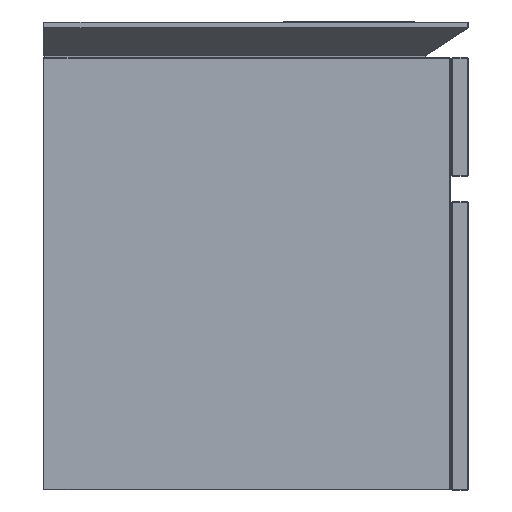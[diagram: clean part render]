
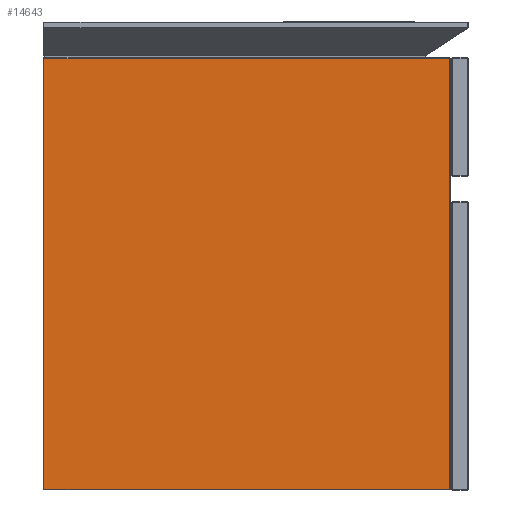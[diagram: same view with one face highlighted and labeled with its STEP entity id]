
A CAD part, left-side view. The second image highlights one B-rep face of the part: STEP entity #14643.
In plain terms, the highlighted planar face has unit normal (-1, 0, 0).
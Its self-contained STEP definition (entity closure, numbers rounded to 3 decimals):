
#14548=CARTESIAN_POINT('',(-540.336,4679.286,-0.8));
#14549=VERTEX_POINT('',#14548);
#14556=CARTESIAN_POINT('',(-540.336,4201.086,-0.8));
#14557=VERTEX_POINT('',#14556);
#14558=CARTESIAN_POINT('',(-540.336,4679.286,-0.8));
#14559=DIRECTION('',(0.0,-1.0,0.0));
#14560=VECTOR('',#14559,478.2);
#14561=LINE('',#14558,#14560);
#14562=EDGE_CURVE('',#14549,#14557,#14561,.T.);
#14579=CARTESIAN_POINT('',(-540.336,4201.086,-509.2));
#14580=VERTEX_POINT('',#14579);
#14581=CARTESIAN_POINT('',(-540.336,4201.086,-0.8));
#14582=DIRECTION('',(0.0,0.0,-1.0));
#14583=VECTOR('',#14582,508.4);
#14584=LINE('',#14581,#14583);
#14585=EDGE_CURVE('',#14557,#14580,#14584,.T.);
#14620=CARTESIAN_POINT('',(-540.336,4440.186,-0.799));
#14621=DIRECTION('',(-1.0,0.0,0.0));
#14622=DIRECTION('',(0.0,0.0,1.0));
#14623=AXIS2_PLACEMENT_3D('',#14620,#14621,#14622);
#14624=PLANE('',#14623);
#14625=ORIENTED_EDGE('',*,*,#14562,.F.);
#14626=CARTESIAN_POINT('',(-540.336,4679.286,-509.2));
#14627=VERTEX_POINT('',#14626);
#14628=CARTESIAN_POINT('',(-540.336,4679.286,-509.2));
#14629=DIRECTION('',(0.0,0.0,1.0));
#14630=VECTOR('',#14629,508.4);
#14631=LINE('',#14628,#14630);
#14632=EDGE_CURVE('',#14627,#14549,#14631,.T.);
#14633=ORIENTED_EDGE('',*,*,#14632,.F.);
#14634=CARTESIAN_POINT('',(-540.336,4201.086,-509.2));
#14635=DIRECTION('',(0.0,1.0,0.0));
#14636=VECTOR('',#14635,478.2);
#14637=LINE('',#14634,#14636);
#14638=EDGE_CURVE('',#14580,#14627,#14637,.T.);
#14639=ORIENTED_EDGE('',*,*,#14638,.F.);
#14640=ORIENTED_EDGE('',*,*,#14585,.F.);
#14641=EDGE_LOOP('',(#14625,#14633,#14639,#14640));
#14642=FACE_OUTER_BOUND('',#14641,.T.);
#14643=ADVANCED_FACE('',(#14642),#14624,.T.);
